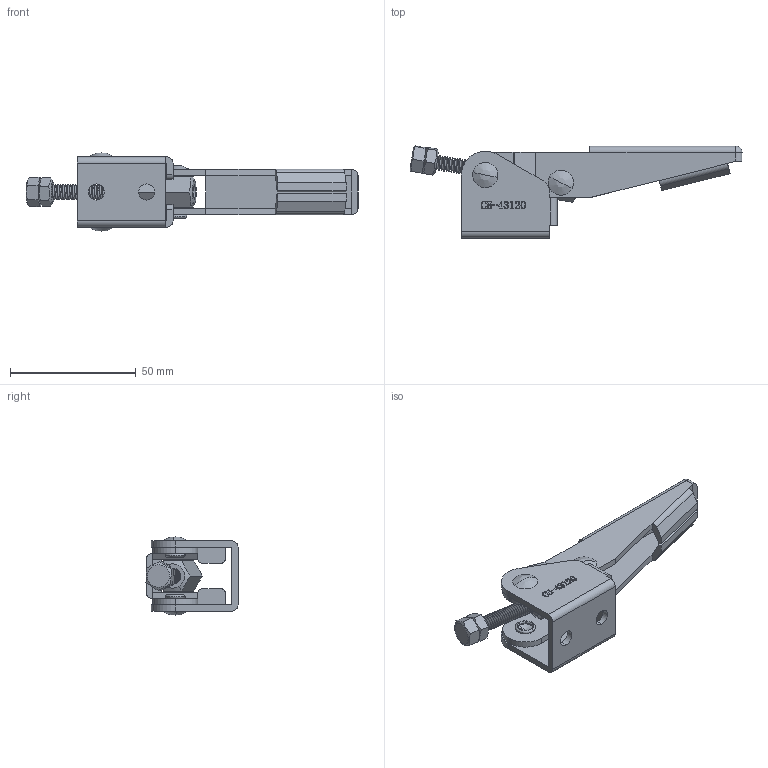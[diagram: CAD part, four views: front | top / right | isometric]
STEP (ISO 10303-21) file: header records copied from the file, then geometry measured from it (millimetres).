
FILE_DESCRIPTION (( 'STEP AP203' ), '1' );
FILE_NAME ('CH-43120.STEP', '2010-06-08T00:35:19', ( '微软用户' ), ( '微软中国' ), 'SwSTEP 2.0', 'SolidWorks 2008', '' );
FILE_SCHEMA (( 'CONFIG_CONTROL_DESIGN' ));
Products named in the file (8): CH-SA-065010 SPINDLE SUPPLIED_默认; 43110-05_默认; M6 NUT_默认; CH-43120; 43120-01_默认; 43110-02_默认; 43110-04_默认; 43110-06_默认
Assembly tree (8 placements, depth 2):
  CH-43120
    43110-06_默认
    CH-SA-065010 SPINDLE SUPPLIED_默认
    43120-01_默认
    43110-02_默认
    43110-05_默认  x2
    M6 NUT_默认
    43110-04_默认
Bounding box: 131.94 x 36.58 x 31 mm (x, y, z)
Volume: 23975.7 mm3; surface area: 22722.5 mm2
Topology: 8 solids, 8 shells, 648 faces, 1768 edges, 1154 vertices
Faces by surface type: plane 268, bspline 206, cylinder 119, cone 33, torus 20, sphere 2
Entity records: 34412 total; most frequent: CARTESIAN_POINT 19206, ORIENTED_EDGE 3448, DIRECTION 2207, EDGE_CURVE 1724, VERTEX_POINT 1136, VECTOR 955, LINE 955, EDGE_LOOP 686
